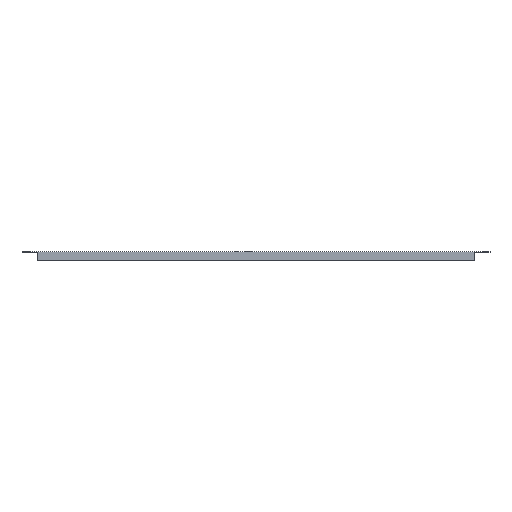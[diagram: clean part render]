
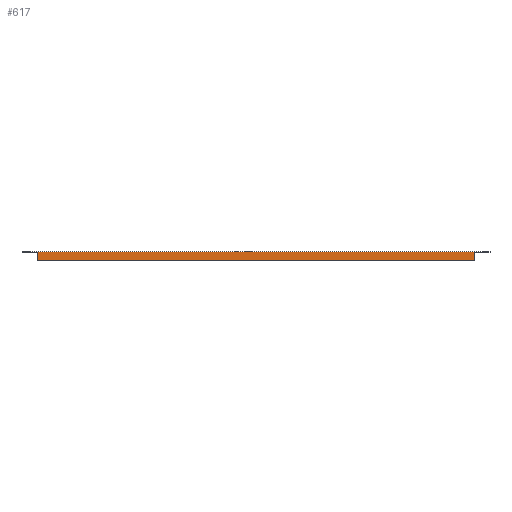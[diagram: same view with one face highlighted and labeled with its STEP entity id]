
A CAD part, front view. The second image highlights one B-rep face of the part: STEP entity #617.
In plain terms, the highlighted planar face has unit normal (0, -1, 0).
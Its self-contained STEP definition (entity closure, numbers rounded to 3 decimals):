
#4 = DIRECTION ( 'NONE',  ( 0., 0., -1. ) ) ;
#6 = CARTESIAN_POINT ( 'NONE',  ( -368., -148.5, -15. ) ) ;
#54 = CARTESIAN_POINT ( 'NONE',  ( 394., -148.5, 0. ) ) ;
#91 = VECTOR ( 'NONE', #974, 1000. ) ;
#104 = LINE ( 'NONE', #932, #91 ) ;
#110 = DIRECTION ( 'NONE',  ( -1., 0., 0. ) ) ;
#143 = VECTOR ( 'NONE', #110, 1000. ) ;
#145 = DIRECTION ( 'NONE',  ( 1., 0., 0. ) ) ;
#154 = EDGE_CURVE ( 'NONE', #612, #996, #198, .T. ) ;
#155 = CARTESIAN_POINT ( 'NONE',  ( -394., -148.5, -1.5 ) ) ;
#156 = VECTOR ( 'NONE', #360, 1000. ) ;
#172 = LINE ( 'NONE', #312, #156 ) ;
#174 = LINE ( 'NONE', #206, #143 ) ;
#186 = VECTOR ( 'NONE', #480, 1000. ) ;
#198 = LINE ( 'NONE', #478, #186 ) ;
#202 = DIRECTION ( 'NONE',  ( 0., 0., 1. ) ) ;
#206 = CARTESIAN_POINT ( 'NONE',  ( 394., -148.5, 0. ) ) ;
#236 = CARTESIAN_POINT ( 'NONE',  ( 368., -148.5, -15. ) ) ;
#241 = EDGE_CURVE ( 'NONE', #599, #315, #172, .T. ) ;
#242 = EDGE_CURVE ( 'NONE', #599, #612, #174, .T. ) ;
#251 = DIRECTION ( 'NONE',  ( -1., 0., 0. ) ) ;
#254 = CARTESIAN_POINT ( 'NONE',  ( 394., -148.5, -15. ) ) ;
#256 = CARTESIAN_POINT ( 'NONE',  ( -394., -148.5, -1.5 ) ) ;
#285 = EDGE_CURVE ( 'NONE', #791, #315, #104, .T. ) ;
#294 = VERTEX_POINT ( 'NONE', #829 ) ;
#296 = FACE_OUTER_BOUND ( 'NONE', #361, .T. ) ;
#312 = CARTESIAN_POINT ( 'NONE',  ( 394., -148.5, 0. ) ) ;
#315 = VERTEX_POINT ( 'NONE', #735 ) ;
#360 = DIRECTION ( 'NONE',  ( 0., 0., -1. ) ) ;
#361 = EDGE_LOOP ( 'NONE', ( #680, #678, #669, #655, #656, #654, #634, #620 ) ) ;
#379 = EDGE_CURVE ( 'NONE', #695, #294, #986, .T. ) ;
#390 = VECTOR ( 'NONE', #202, 1000. ) ;
#401 = EDGE_CURVE ( 'NONE', #996, #621, #885, .T. ) ;
#404 = LINE ( 'NONE', #236, #390 ) ;
#423 = EDGE_CURVE ( 'NONE', #621, #294, #743, .T. ) ;
#472 = EDGE_CURVE ( 'NONE', #695, #791, #404, .T. ) ;
#478 = CARTESIAN_POINT ( 'NONE',  ( -394., -148.5, 0. ) ) ;
#480 = DIRECTION ( 'NONE',  ( 0., 0., -1. ) ) ;
#599 = VERTEX_POINT ( 'NONE', #54 ) ;
#612 = VERTEX_POINT ( 'NONE', #967 ) ;
#617 = ADVANCED_FACE ( 'NONE', ( #296 ), #976, .F. ) ;
#620 = ORIENTED_EDGE ( 'NONE', *, *, #379, .F. ) ;
#621 = VERTEX_POINT ( 'NONE', #894 ) ;
#634 = ORIENTED_EDGE ( 'NONE', *, *, #423, .T. ) ;
#642 = CARTESIAN_POINT ( 'NONE',  ( 368., -148.5, -1.5 ) ) ;
#650 = CARTESIAN_POINT ( 'NONE',  ( 368., -148.5, -15. ) ) ;
#654 = ORIENTED_EDGE ( 'NONE', *, *, #401, .T. ) ;
#655 = ORIENTED_EDGE ( 'NONE', *, *, #242, .T. ) ;
#656 = ORIENTED_EDGE ( 'NONE', *, *, #154, .T. ) ;
#669 = ORIENTED_EDGE ( 'NONE', *, *, #241, .F. ) ;
#678 = ORIENTED_EDGE ( 'NONE', *, *, #285, .T. ) ;
#680 = ORIENTED_EDGE ( 'NONE', *, *, #472, .T. ) ;
#695 = VERTEX_POINT ( 'NONE', #650 ) ;
#735 = CARTESIAN_POINT ( 'NONE',  ( 394., -148.5, -1.5 ) ) ;
#743 = LINE ( 'NONE', #6, #756 ) ;
#756 = VECTOR ( 'NONE', #4, 1000. ) ;
#791 = VERTEX_POINT ( 'NONE', #642 ) ;
#802 = AXIS2_PLACEMENT_3D ( 'NONE', #939, #905, #904 ) ;
#829 = CARTESIAN_POINT ( 'NONE',  ( -368., -148.5, -15. ) ) ;
#885 = LINE ( 'NONE', #155, #917 ) ;
#894 = CARTESIAN_POINT ( 'NONE',  ( -368., -148.5, -1.5 ) ) ;
#904 = DIRECTION ( 'NONE',  ( 0., 0., 1. ) ) ;
#905 = DIRECTION ( 'NONE',  ( 0., 1., 0. ) ) ;
#917 = VECTOR ( 'NONE', #145, 1000. ) ;
#932 = CARTESIAN_POINT ( 'NONE',  ( 394., -148.5, -1.5 ) ) ;
#939 = CARTESIAN_POINT ( 'NONE',  ( 394., -148.5, 0. ) ) ;
#967 = CARTESIAN_POINT ( 'NONE',  ( -394., -148.5, 0. ) ) ;
#974 = DIRECTION ( 'NONE',  ( 1., 0., 0. ) ) ;
#976 = PLANE ( 'NONE',  #802 ) ;
#985 = VECTOR ( 'NONE', #251, 1000. ) ;
#986 = LINE ( 'NONE', #254, #985 ) ;
#996 = VERTEX_POINT ( 'NONE', #256 ) ;
